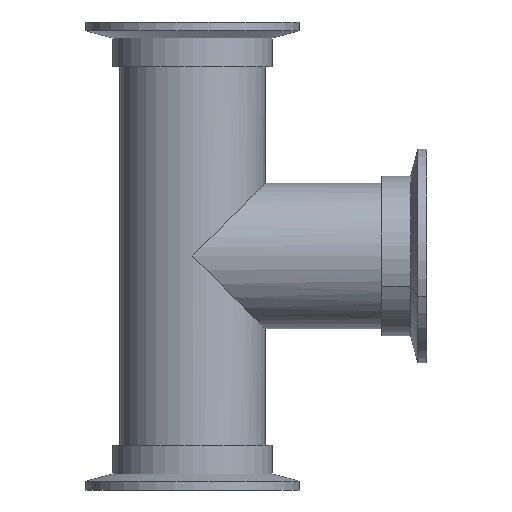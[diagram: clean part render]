
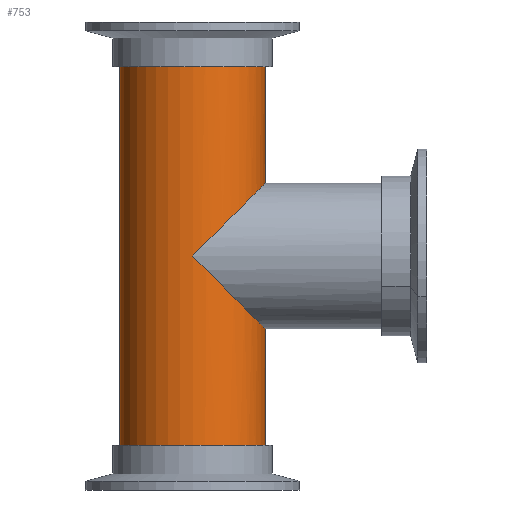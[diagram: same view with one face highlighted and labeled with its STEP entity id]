
A CAD part, front view. The second image highlights one B-rep face of the part: STEP entity #753.
In plain terms, the highlighted cylindrical face has radius 25.4 mm (diameter 50.8 mm), a partial arc.
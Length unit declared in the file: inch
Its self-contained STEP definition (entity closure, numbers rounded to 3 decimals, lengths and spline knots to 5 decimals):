
#29 = CARTESIAN_POINT ( 'NONE',  ( 0., 0., -3. ) ) ;
#45 = EDGE_CURVE ( 'NONE', #616, #518, #789, .T. ) ;
#55 = CARTESIAN_POINT ( 'NONE',  ( 1., 0., -1. ) ) ;
#61 = VERTEX_POINT ( 'NONE', #947 ) ;
#68 = CARTESIAN_POINT ( 'NONE',  ( 1., 0., -3. ) ) ;
#76 = CARTESIAN_POINT ( 'NONE',  ( 1., 0., 1. ) ) ;
#82 = CARTESIAN_POINT ( 'NONE',  ( 0., 0., 3. ) ) ;
#108 = ORIENTED_EDGE ( 'NONE', *, *, #533, .T. ) ;
#120 = CARTESIAN_POINT ( 'NONE',  ( 0., 0., 3. ) ) ;
#125 = CARTESIAN_POINT ( 'NONE',  ( 1., 0., 3. ) ) ;
#135 = CARTESIAN_POINT ( 'NONE',  ( 0., -1., 0. ) ) ;
#138 = ORIENTED_EDGE ( 'NONE', *, *, #45, .F. ) ;
#140 = FACE_OUTER_BOUND ( 'NONE', #317, .T. ) ;
#157 =( BOUNDED_CURVE ( )  B_SPLINE_CURVE ( 3, ( #568, #955, #205, #135 ),
 .UNSPECIFIED., .F., .F. ) 
 B_SPLINE_CURVE_WITH_KNOTS ( ( 4, 4 ),
 ( 3.14159, 4.71239 ),
 .UNSPECIFIED. ) 
 CURVE ( )  GEOMETRIC_REPRESENTATION_ITEM ( )  RATIONAL_B_SPLINE_CURVE ( ( 1., 0.805, 0.805, 1. ) ) 
 REPRESENTATION_ITEM ( '' )  );
#205 = CARTESIAN_POINT ( 'NONE',  ( 0.58579, -1., 0.58579 ) ) ;
#217 = ORIENTED_EDGE ( 'NONE', *, *, #698, .F. ) ;
#227 = DIRECTION ( 'NONE',  ( -1., 0., 0. ) ) ;
#244 = VECTOR ( 'NONE', #674, 39.37008 ) ;
#265 = CIRCLE ( 'NONE', #555, 1. ) ;
#309 = ORIENTED_EDGE ( 'NONE', *, *, #397, .T. ) ;
#317 = EDGE_LOOP ( 'NONE', ( #217, #138, #108, #309, #814, #777, #583 ) ) ;
#328 = DIRECTION ( 'NONE',  ( 1., 0., 0. ) ) ;
#397 = EDGE_CURVE ( 'NONE', #971, #744, #265, .T. ) ;
#407 = LINE ( 'NONE', #860, #816 ) ;
#408 = CARTESIAN_POINT ( 'NONE',  ( -1., 0., 3. ) ) ;
#422 = LINE ( 'NONE', #498, #488 ) ;
#451 =( BOUNDED_CURVE ( )  B_SPLINE_CURVE ( 3, ( #784, #484, #561, #55 ),
 .UNSPECIFIED., .F., .F. ) 
 B_SPLINE_CURVE_WITH_KNOTS ( ( 4, 4 ),
 ( 4.71239, 6.28319 ),
 .UNSPECIFIED. ) 
 CURVE ( )  GEOMETRIC_REPRESENTATION_ITEM ( )  RATIONAL_B_SPLINE_CURVE ( ( 1., 0.805, 0.805, 1. ) ) 
 REPRESENTATION_ITEM ( '' )  );
#475 = AXIS2_PLACEMENT_3D ( 'NONE', #120, #556, #859 ) ;
#484 = CARTESIAN_POINT ( 'NONE',  ( 0.58579, -1., -0.58579 ) ) ;
#488 = VECTOR ( 'NONE', #876, 39.37008 ) ;
#498 = CARTESIAN_POINT ( 'NONE',  ( -1., 0., 3. ) ) ;
#504 = VERTEX_POINT ( 'NONE', #712 ) ;
#518 = VERTEX_POINT ( 'NONE', #125 ) ;
#533 = EDGE_CURVE ( 'NONE', #616, #971, #422, .T. ) ;
#539 = EDGE_CURVE ( 'NONE', #730, #504, #157, .T. ) ;
#555 = AXIS2_PLACEMENT_3D ( 'NONE', #29, #690, #328 ) ;
#556 = DIRECTION ( 'NONE',  ( 0., 0., 1. ) ) ;
#561 = CARTESIAN_POINT ( 'NONE',  ( 1., -0.58579, -1. ) ) ;
#568 = CARTESIAN_POINT ( 'NONE',  ( 1., 0., 1. ) ) ;
#583 = ORIENTED_EDGE ( 'NONE', *, *, #539, .F. ) ;
#609 = EDGE_CURVE ( 'NONE', #504, #61, #451, .T. ) ;
#616 = VERTEX_POINT ( 'NONE', #408 ) ;
#649 = AXIS2_PLACEMENT_3D ( 'NONE', #82, #729, #227 ) ;
#674 = DIRECTION ( 'NONE',  ( 0., 0., -1. ) ) ;
#690 = DIRECTION ( 'NONE',  ( 0., 0., 1. ) ) ;
#698 = EDGE_CURVE ( 'NONE', #518, #730, #813, .T. ) ;
#712 = CARTESIAN_POINT ( 'NONE',  ( 0., -1., 0. ) ) ;
#715 = DIRECTION ( 'NONE',  ( 0., 0., -1. ) ) ;
#729 = DIRECTION ( 'NONE',  ( 0., 0., -1. ) ) ;
#730 = VERTEX_POINT ( 'NONE', #76 ) ;
#735 = CARTESIAN_POINT ( 'NONE',  ( 1., 0., 3. ) ) ;
#744 = VERTEX_POINT ( 'NONE', #68 ) ;
#753 = ADVANCED_FACE ( 'NONE', ( #140 ), #824, .T. ) ;
#777 = ORIENTED_EDGE ( 'NONE', *, *, #609, .F. ) ;
#784 = CARTESIAN_POINT ( 'NONE',  ( 0., -1., 0. ) ) ;
#789 = CIRCLE ( 'NONE', #475, 1. ) ;
#813 = LINE ( 'NONE', #735, #244 ) ;
#814 = ORIENTED_EDGE ( 'NONE', *, *, #965, .F. ) ;
#816 = VECTOR ( 'NONE', #715, 39.37008 ) ;
#824 = CYLINDRICAL_SURFACE ( 'NONE', #649, 1. ) ;
#859 = DIRECTION ( 'NONE',  ( 1., 0., 0. ) ) ;
#860 = CARTESIAN_POINT ( 'NONE',  ( 1., 0., 3. ) ) ;
#875 = CARTESIAN_POINT ( 'NONE',  ( -1., 0., -3. ) ) ;
#876 = DIRECTION ( 'NONE',  ( 0., 0., -1. ) ) ;
#947 = CARTESIAN_POINT ( 'NONE',  ( 1., 0., -1. ) ) ;
#955 = CARTESIAN_POINT ( 'NONE',  ( 1., -0.58579, 1. ) ) ;
#965 = EDGE_CURVE ( 'NONE', #61, #744, #407, .T. ) ;
#971 = VERTEX_POINT ( 'NONE', #875 ) ;
